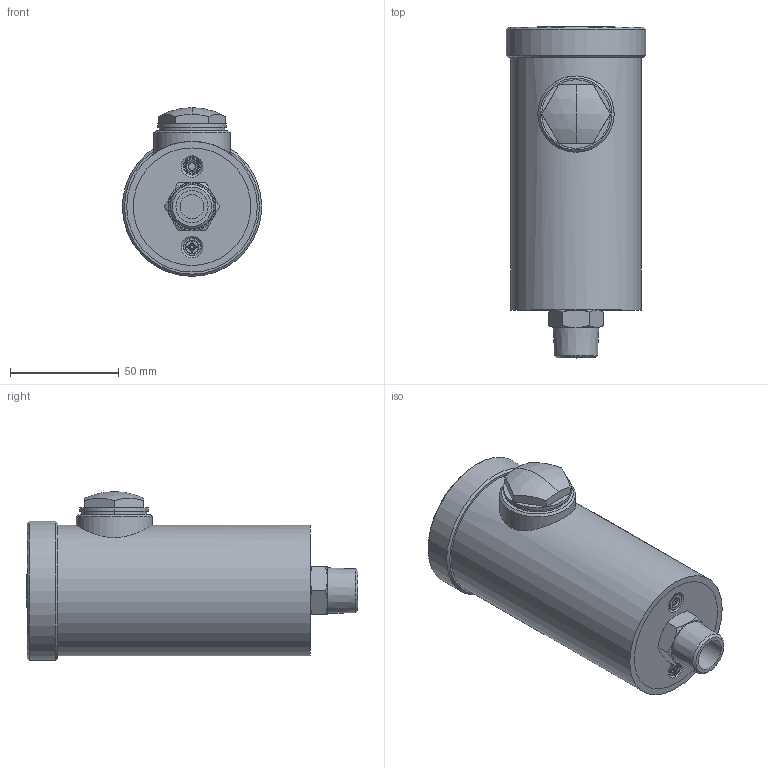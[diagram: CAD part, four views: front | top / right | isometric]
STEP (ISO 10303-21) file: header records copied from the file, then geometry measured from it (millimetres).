
FILE_DESCRIPTION (( 'STEP AP214' ), '1' );
FILE_NAME ('05.0040.63 MA-RV_1L_F_11_V2_XC_N12m.STEP', '2024-09-17T13:01:37', ( '' ), ( '' ), 'SwSTEP 2.0', 'SolidWorks 2020', '' );
FILE_SCHEMA (( 'AUTOMOTIVE_DESIGN' ));
Length unit declared in the file: millimetre
Products named in the file (1): 05.0040.63 MA-RV_1L_F_11_V2_XC_N12m
Bounding box: 64 x 152.5 x 77.5 mm (x, y, z)
Volume: 122252.3 mm3; surface area: 77539.4 mm2
Topology: 9 solids, 11 shells, 296 faces, 697 edges, 437 vertices
Faces by surface type: cylinder 123, plane 96, torus 44, cone 23, bspline 6, sphere 4
Full cylindrical faces by diameter (mm): 1.669 x2, 3 x44, 3.5 x2, 5 x4, 5.85 x2, 7.8 x4, 7.9 x2, 11 x1, 14.75 x1, 14.95 x1, 19 x1, 22 x1, 24.12 x1, 35 x2, 54 x2, 56.66 x2, 59.614 x1, 60 x1, 64 x1
Entity records: 15414 total; most frequent: CARTESIAN_POINT 7241, DIRECTION 1122, ORIENTED_EDGE 970, EDGE_CURVE 485, AXIS2_PLACEMENT_3D 468, EDGE_LOOP 364, VERTEX_POINT 333, FACE_OUTER_BOUND 307
